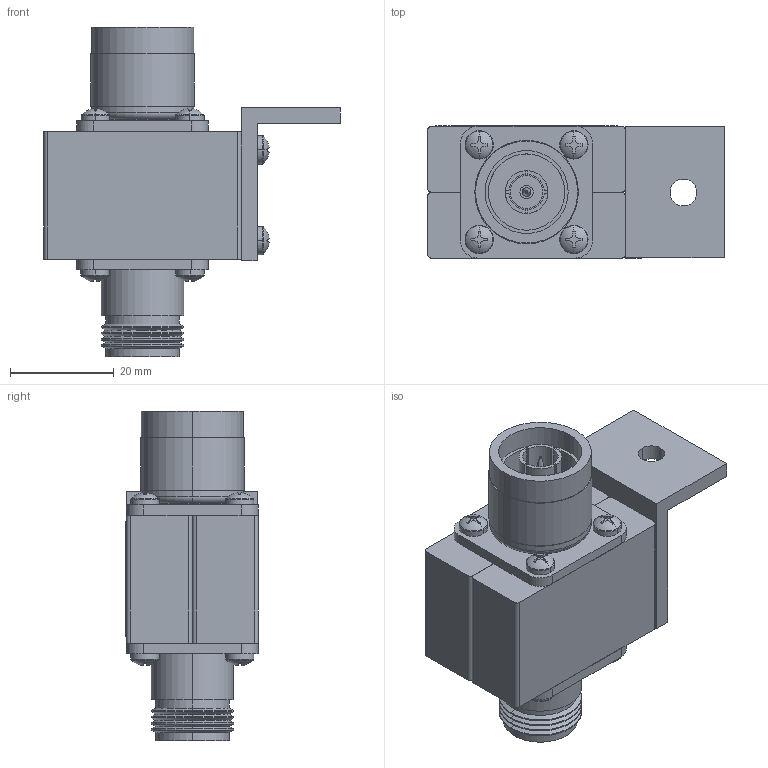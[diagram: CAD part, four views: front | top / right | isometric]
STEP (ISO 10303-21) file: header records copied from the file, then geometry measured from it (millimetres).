
FILE_DESCRIPTION (( 'STEP AP214' ), '1' );
FILE_NAME ('IS-NEMP-C2-ME.STEP', '2019-07-30T21:39:53', ( '' ), ( '' ), 'SwSTEP 2.0', 'SolidWorks 2019', '' );
FILE_SCHEMA (( 'AUTOMOTIVE_DESIGN' ));
Length unit declared in the file: inch
Products named in the file (9): IS-NEMP-C2-ME; 2012-6100-02; 2012-6100; 1081-0251-05; 7020-0535; 5100-0002; 2011-6100-01; 5210-0002; 5330-001
Assembly tree (19 placements, depth 3):
  IS-NEMP-C2-ME
    5330-001
    1081-0251-05  x12
    2011-6100-01
    2012-6100-02
      2012-6100
    5100-0002
    5210-0002
    7020-0535
Bounding box: 57.15 x 25.53 x 63.5 mm (x, y, z)
Volume: 31067 mm3; surface area: 21265.5 mm2
Topology: 18 solids, 18 shells, 2848 faces, 6961 edges, 4289 vertices
Faces by surface type: plane 1076, cone 646, cylinder 592, bspline 476, torus 56, sphere 2
Entity records: 92697 total; most frequent: CARTESIAN_POINT 36694, ORIENTED_EDGE 8814, DIRECTION 6407, EDGE_CURVE 4407, LINE 2901, VECTOR 2901, VERTEX_POINT 2892, EDGE_LOOP 1865
